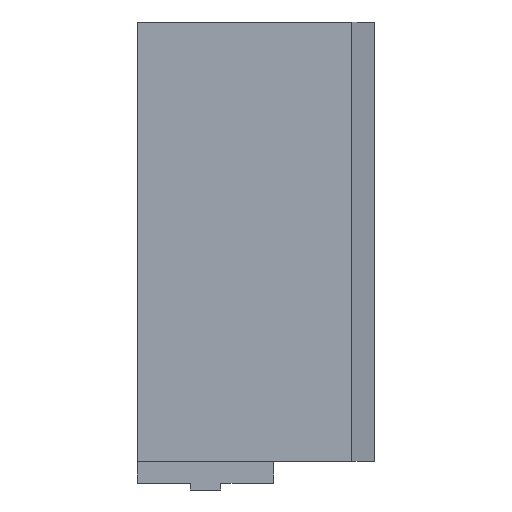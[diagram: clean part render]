
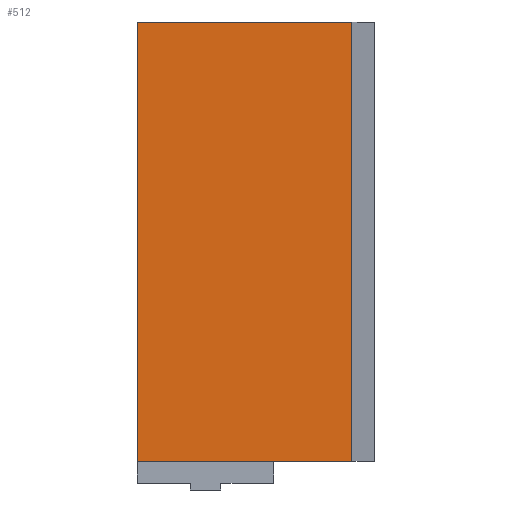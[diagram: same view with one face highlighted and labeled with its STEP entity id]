
A CAD part, front view. The second image highlights one B-rep face of the part: STEP entity #512.
In plain terms, the highlighted planar face has unit normal (0, -1, 0).
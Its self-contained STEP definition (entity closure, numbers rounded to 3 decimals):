
#63=LINE('',#837,#121);
#64=LINE('',#840,#122);
#65=LINE('',#842,#123);
#66=LINE('',#843,#124);
#121=VECTOR('',#691,10.);
#122=VECTOR('',#694,10.);
#123=VECTOR('',#695,10.);
#124=VECTOR('',#696,10.);
#162=FACE_OUTER_BOUND('',#192,.T.);
#192=EDGE_LOOP('',(#433,#434,#435,#436));
#253=VERTEX_POINT('',#833);
#254=VERTEX_POINT('',#835);
#255=VERTEX_POINT('',#839);
#256=VERTEX_POINT('',#841);
#319=EDGE_CURVE('',#253,#254,#63,.T.);
#320=EDGE_CURVE('',#253,#255,#64,.T.);
#321=EDGE_CURVE('',#256,#254,#65,.T.);
#322=EDGE_CURVE('',#255,#256,#66,.T.);
#433=ORIENTED_EDGE('',*,*,#320,.F.);
#434=ORIENTED_EDGE('',*,*,#319,.T.);
#435=ORIENTED_EDGE('',*,*,#321,.F.);
#436=ORIENTED_EDGE('',*,*,#322,.F.);
#486=PLANE('',#570);
#512=ADVANCED_FACE('',(#162),#486,.T.);
#570=AXIS2_PLACEMENT_3D('',#838,#692,#693);
#691=DIRECTION('',(0.,0.,1.));
#692=DIRECTION('center_axis',(0.,-1.,0.));
#693=DIRECTION('ref_axis',(1.,0.,0.));
#694=DIRECTION('',(-1.,0.,0.));
#695=DIRECTION('',(1.,0.,0.));
#696=DIRECTION('',(0.,0.,1.));
#833=CARTESIAN_POINT('',(-10.392,-23.,0.));
#835=CARTESIAN_POINT('',(-10.392,-23.,200.));
#837=CARTESIAN_POINT('',(-10.392,-23.,0.));
#838=CARTESIAN_POINT('Origin',(-108.,-23.,0.));
#839=CARTESIAN_POINT('',(-108.,-23.,0.));
#840=CARTESIAN_POINT('',(-10.392,-23.,0.));
#841=CARTESIAN_POINT('',(-108.,-23.,200.));
#842=CARTESIAN_POINT('',(-10.392,-23.,200.));
#843=CARTESIAN_POINT('',(-108.,-23.,0.));
